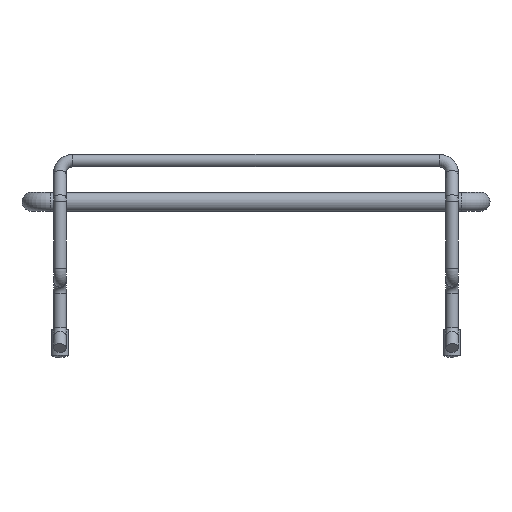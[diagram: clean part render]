
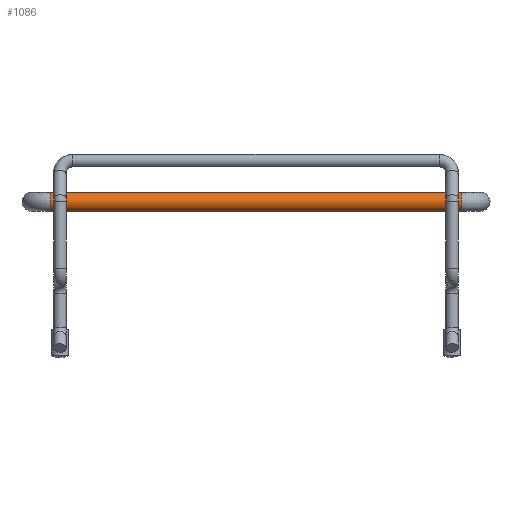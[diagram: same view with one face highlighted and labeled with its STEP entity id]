
A CAD part, front view. The second image highlights one B-rep face of the part: STEP entity #1086.
In plain terms, the highlighted cylindrical face has radius 3 mm (diameter 6 mm), a full revolution.
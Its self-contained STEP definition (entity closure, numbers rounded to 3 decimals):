
#29=FACE_BOUND('',#152,.T.);
#30=FACE_BOUND('',#153,.T.);
#92=FACE_OUTER_BOUND('',#151,.T.);
#151=EDGE_LOOP('',(#817,#818,#819,#820));
#152=EDGE_LOOP('',(#821,#822));
#153=EDGE_LOOP('',(#823,#824));
#201=LINE('',#2089,#236);
#236=VECTOR('',#1513,3.);
#312=CIRCLE('',#1225,3.);
#313=CIRCLE('',#1227,3.);
#314=CIRCLE('',#1228,3.);
#315=CIRCLE('',#1229,3.);
#430=VERTEX_POINT('',#2084);
#431=VERTEX_POINT('',#2088);
#432=VERTEX_POINT('',#2091);
#433=VERTEX_POINT('',#2092);
#434=VERTEX_POINT('',#2094);
#435=VERTEX_POINT('',#2095);
#569=EDGE_CURVE('',#430,#430,#312,.T.);
#570=EDGE_CURVE('',#430,#431,#201,.T.);
#571=EDGE_CURVE('',#431,#431,#313,.T.);
#572=EDGE_CURVE('',#432,#433,#314,.T.);
#573=EDGE_CURVE('',#434,#435,#315,.T.);
#817=ORIENTED_EDGE('',*,*,#569,.F.);
#818=ORIENTED_EDGE('',*,*,#570,.T.);
#819=ORIENTED_EDGE('',*,*,#571,.T.);
#820=ORIENTED_EDGE('',*,*,#570,.F.);
#821=ORIENTED_EDGE('',*,*,#572,.T.);
#822=ORIENTED_EDGE('',*,*,#572,.F.);
#823=ORIENTED_EDGE('',*,*,#573,.T.);
#824=ORIENTED_EDGE('',*,*,#573,.F.);
#983=CYLINDRICAL_SURFACE('',#1226,3.);
#1086=ADVANCED_FACE('',(#92,#29,#30),#983,.T.);
#1225=AXIS2_PLACEMENT_3D('',#2086,#1509,#1510);
#1226=AXIS2_PLACEMENT_3D('',#2087,#1511,#1512);
#1227=AXIS2_PLACEMENT_3D('',#2090,#1514,#1515);
#1228=AXIS2_PLACEMENT_3D('',#2093,#1516,#1517);
#1229=AXIS2_PLACEMENT_3D('',#2096,#1518,#1519);
#1509=DIRECTION('center_axis',(-1.,0.,0.));
#1510=DIRECTION('ref_axis',(0.,-1.,0.));
#1511=DIRECTION('center_axis',(-1.,0.,0.));
#1512=DIRECTION('ref_axis',(0.,-1.,0.));
#1513=DIRECTION('',(1.,0.,0.));
#1514=DIRECTION('center_axis',(-1.,0.,0.));
#1515=DIRECTION('ref_axis',(0.,-1.,0.));
#1516=DIRECTION('center_axis',(-1.,0.,0.));
#1517=DIRECTION('ref_axis',(0.,-1.,0.));
#1518=DIRECTION('center_axis',(-1.,0.,0.));
#1519=DIRECTION('ref_axis',(0.,-1.,0.));
#2084=CARTESIAN_POINT('',(-65.,-235.5,0.));
#2086=CARTESIAN_POINT('Origin',(-65.,-238.5,0.));
#2087=CARTESIAN_POINT('Origin',(65.,-238.5,0.));
#2088=CARTESIAN_POINT('',(65.,-235.5,0.));
#2089=CARTESIAN_POINT('',(65.,-235.5,0.));
#2090=CARTESIAN_POINT('Origin',(65.,-238.5,0.));
#2091=CARTESIAN_POINT('',(62.,-241.5,0.));
#2092=CARTESIAN_POINT('',(62.,-241.351,0.935));
#2093=CARTESIAN_POINT('Origin',(62.,-238.5,0.));
#2094=CARTESIAN_POINT('',(-62.,-241.5,0.));
#2095=CARTESIAN_POINT('',(-62.,-241.351,0.935));
#2096=CARTESIAN_POINT('Origin',(-62.,-238.5,0.));
